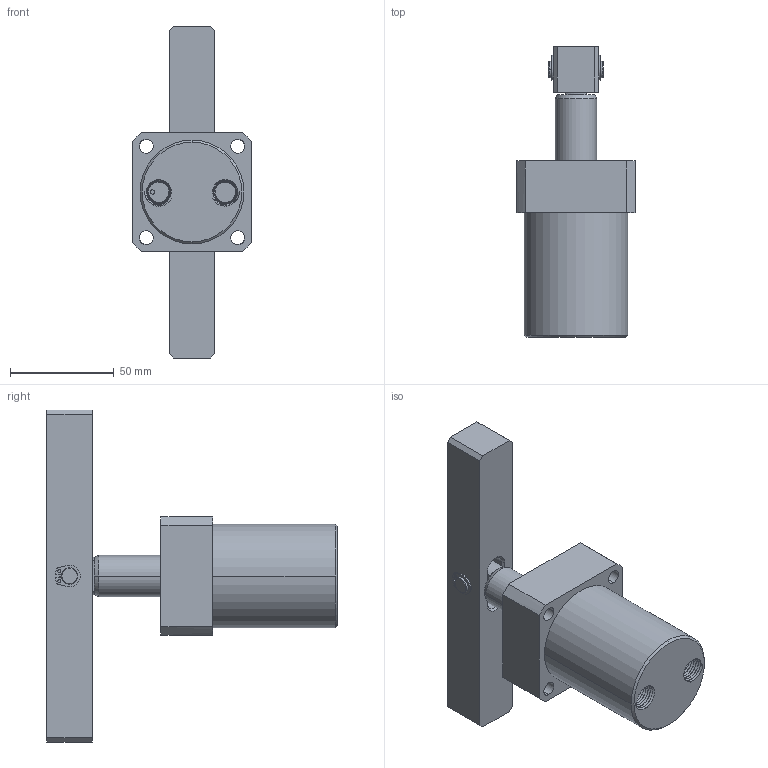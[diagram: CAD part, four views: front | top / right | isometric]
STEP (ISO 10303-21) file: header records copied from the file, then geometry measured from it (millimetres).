
FILE_DESCRIPTION (( 'STEP AP203' ), '1' );
FILE_NAME ('chs-fa32d_asm.STEP', '2019-04-18T02:46:09', ( '' ), ( '' ), 'SwSTEP 2.0', 'SolidWorks 2017', '' );
FILE_SCHEMA (( 'CONFIG_CONTROL_DESIGN' ));
Length unit declared in the file: millimetre
Products named in the file (6): chs-fa32d_asm; Xiaozhou_1; 轴8挡圈_1; CHS-32D-01_2; CHS-FA32BT; CHS-32D-02_1_1
Assembly tree (6 placements, depth 2):
  chs-fa32d_asm
    CHS-32D-02_1_1
    CHS-32D-01_2
    轴8挡圈_1  x2
    Xiaozhou_1
    CHS-FA32BT
Bounding box: 57 x 140 x 160 mm (x, y, z)
Volume: 298299.6 mm3; surface area: 51006.4 mm2
Topology: 7 solids, 7 shells, 231 faces, 603 edges, 396 vertices
Faces by surface type: cylinder 90, cone 72, plane 59, bspline 10
Entity records: 14132 total; most frequent: CARTESIAN_POINT 8692, ORIENTED_EDGE 1062, DIRECTION 873, EDGE_CURVE 531, VERTEX_POINT 352, AXIS2_PLACEMENT_3D 336, EDGE_LOOP 243, FACE_OUTER_BOUND 207
